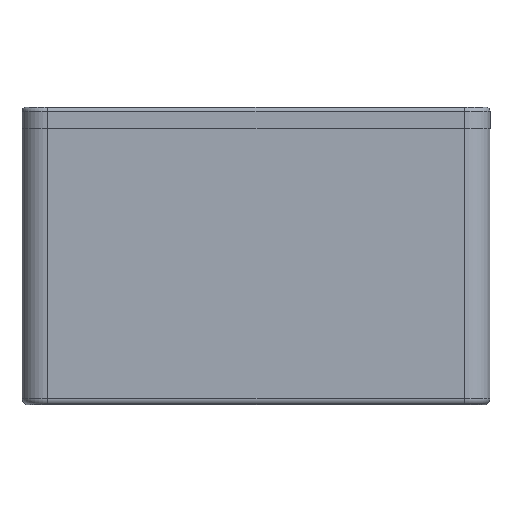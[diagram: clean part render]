
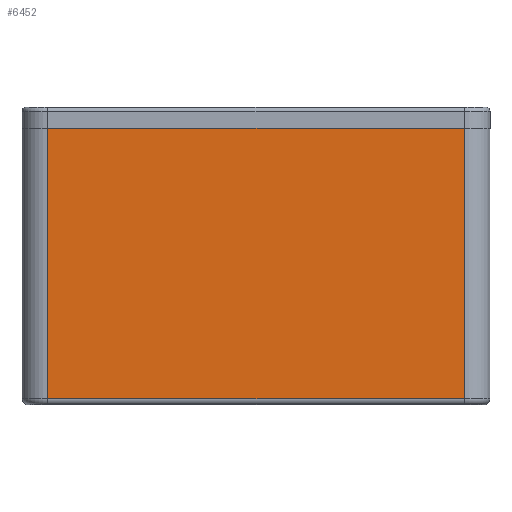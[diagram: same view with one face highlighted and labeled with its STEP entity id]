
A CAD part, left-side view. The second image highlights one B-rep face of the part: STEP entity #6452.
In plain terms, the highlighted planar face has unit normal (-1, 0, 0).
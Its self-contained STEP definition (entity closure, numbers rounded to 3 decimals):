
#64=PLANE('',#6868);
#345=FACE_OUTER_BOUND('',#702,.T.);
#702=EDGE_LOOP('',(#4856,#4857,#4858,#4859));
#1760=LINE('',#17027,#2088);
#1764=LINE('',#17040,#2092);
#1765=LINE('',#17042,#2093);
#1766=LINE('',#17043,#2094);
#2088=VECTOR('',#7830,10.);
#2092=VECTOR('',#7846,10.);
#2093=VECTOR('',#7847,10.);
#2094=VECTOR('',#7848,10.);
#2695=VERTEX_POINT('',#17019);
#2697=VERTEX_POINT('',#17025);
#2700=VERTEX_POINT('',#17039);
#2701=VERTEX_POINT('',#17041);
#3597=EDGE_CURVE('',#2697,#2695,#1760,.T.);
#3604=EDGE_CURVE('',#2697,#2700,#1764,.T.);
#3605=EDGE_CURVE('',#2701,#2700,#1765,.T.);
#3606=EDGE_CURVE('',#2695,#2701,#1766,.T.);
#4856=ORIENTED_EDGE('',*,*,#3597,.F.);
#4857=ORIENTED_EDGE('',*,*,#3604,.T.);
#4858=ORIENTED_EDGE('',*,*,#3605,.F.);
#4859=ORIENTED_EDGE('',*,*,#3606,.F.);
#6452=ADVANCED_FACE('',(#345),#64,.T.);
#6868=AXIS2_PLACEMENT_3D('',#17038,#7844,#7845);
#7830=DIRECTION('',(0.,1.,0.));
#7844=DIRECTION('center_axis',(-1.,0.,0.));
#7845=DIRECTION('ref_axis',(0.,-1.,0.));
#7846=DIRECTION('',(0.,0.,1.));
#7847=DIRECTION('',(0.,-1.,0.));
#7848=DIRECTION('',(0.,0.,1.));
#17019=CARTESIAN_POINT('',(-35.,24.5,0.75));
#17025=CARTESIAN_POINT('',(-35.,-24.5,0.75));
#17027=CARTESIAN_POINT('',(-35.,12.25,0.75));
#17038=CARTESIAN_POINT('Origin',(-35.,24.5,0.));
#17039=CARTESIAN_POINT('',(-35.,-24.5,32.5));
#17040=CARTESIAN_POINT('',(-35.,-24.5,0.));
#17041=CARTESIAN_POINT('',(-35.,24.5,32.5));
#17042=CARTESIAN_POINT('',(-35.,-24.5,32.5));
#17043=CARTESIAN_POINT('',(-35.,24.5,0.));
